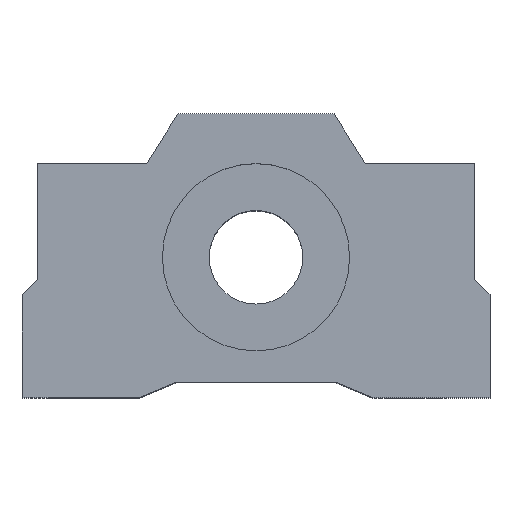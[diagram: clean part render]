
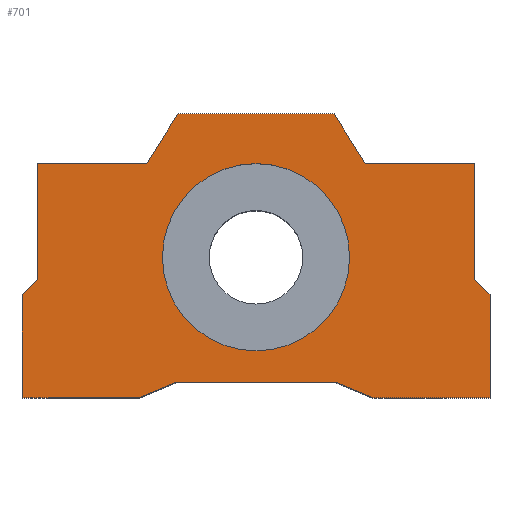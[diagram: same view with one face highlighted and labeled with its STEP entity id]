
A CAD part, top view. The second image highlights one B-rep face of the part: STEP entity #701.
In plain terms, the highlighted planar face has unit normal (0, 0, 1).
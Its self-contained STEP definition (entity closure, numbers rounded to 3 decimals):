
#7 = VECTOR ( 'NONE', #590, 1000. ) ;
#10 = EDGE_CURVE ( 'NONE', #1341, #1250, #743, .T. ) ;
#13 = EDGE_CURVE ( 'NONE', #1387, #1201, #756, .T. ) ;
#30 = VECTOR ( 'NONE', #1270, 1000. ) ;
#45 = CARTESIAN_POINT ( 'NONE',  ( 14., -1.4, 12.5 ) ) ;
#49 = LINE ( 'NONE', #516, #1263 ) ;
#57 = CARTESIAN_POINT ( 'NONE',  ( -14., 6., 12.5 ) ) ;
#58 = DIRECTION ( 'NONE',  ( 0., -1., 0. ) ) ;
#64 = DIRECTION ( 'NONE',  ( -1., 0., 0. ) ) ;
#113 = DIRECTION ( 'NONE',  ( 0., 0., 1. ) ) ;
#142 = ORIENTED_EDGE ( 'NONE', *, *, #518, .T. ) ;
#146 = ORIENTED_EDGE ( 'NONE', *, *, #1247, .T. ) ;
#149 = VECTOR ( 'NONE', #810, 1000. ) ;
#172 = LINE ( 'NONE', #57, #1212 ) ;
#173 = LINE ( 'NONE', #653, #381 ) ;
#176 = VECTOR ( 'NONE', #267, 1000. ) ;
#188 = DIRECTION ( 'NONE',  ( 0., -1., 0. ) ) ;
#210 = VERTEX_POINT ( 'NONE', #1304 ) ;
#211 = CARTESIAN_POINT ( 'NONE',  ( 0., 0., 12.5 ) ) ;
#225 = LINE ( 'NONE', #1192, #1537 ) ;
#231 = DIRECTION ( 'NONE',  ( 1., 0., 0. ) ) ;
#264 = CARTESIAN_POINT ( 'NONE',  ( 14., 6., 12.5 ) ) ;
#267 = DIRECTION ( 'NONE',  ( 0.923, -0.385, 0. ) ) ;
#284 = VERTEX_POINT ( 'NONE', #890 ) ;
#292 = VERTEX_POINT ( 'NONE', #420 ) ;
#316 = PLANE ( 'NONE',  #887 ) ;
#319 = ORIENTED_EDGE ( 'NONE', *, *, #1170, .T. ) ;
#327 = DIRECTION ( 'NONE',  ( 0., 0., 1. ) ) ;
#334 = ORIENTED_EDGE ( 'NONE', *, *, #449, .T. ) ;
#381 = VECTOR ( 'NONE', #58, 1000. ) ;
#383 = DIRECTION ( 'NONE',  ( 0., 1., 0. ) ) ;
#391 = DIRECTION ( 'NONE',  ( -0.53, 0.848, 0. ) ) ;
#398 = EDGE_CURVE ( 'NONE', #1281, #925, #1114, .T. ) ;
#401 = CIRCLE ( 'NONE', #1038, 6. ) ;
#406 = VECTOR ( 'NONE', #617, 1000. ) ;
#420 = CARTESIAN_POINT ( 'NONE',  ( -15., -9., 12.5 ) ) ;
#439 = DIRECTION ( 'NONE',  ( -0.707, 0.707, 0. ) ) ;
#443 = ORIENTED_EDGE ( 'NONE', *, *, #685, .T. ) ;
#446 = VERTEX_POINT ( 'NONE', #1050 ) ;
#449 = EDGE_CURVE ( 'NONE', #1250, #474, #225, .T. ) ;
#451 = FACE_OUTER_BOUND ( 'NONE', #1173, .T. ) ;
#474 = VERTEX_POINT ( 'NONE', #45 ) ;
#514 = VERTEX_POINT ( 'NONE', #776 ) ;
#516 = CARTESIAN_POINT ( 'NONE',  ( -5.1, -8., 12.5 ) ) ;
#518 = EDGE_CURVE ( 'NONE', #446, #906, #1012, .T. ) ;
#519 = ORIENTED_EDGE ( 'NONE', *, *, #10, .T. ) ;
#534 = EDGE_CURVE ( 'NONE', #981, #722, #793, .T. ) ;
#565 = EDGE_CURVE ( 'NONE', #925, #1281, #401, .T. ) ;
#569 = ORIENTED_EDGE ( 'NONE', *, *, #13, .T. ) ;
#584 = CARTESIAN_POINT ( 'NONE',  ( -5., 9.2, 12.5 ) ) ;
#589 = CARTESIAN_POINT ( 'NONE',  ( 5.1, -8., 12.5 ) ) ;
#590 = DIRECTION ( 'NONE',  ( -0.53, -0.848, 0. ) ) ;
#601 = EDGE_CURVE ( 'NONE', #514, #292, #173, .T. ) ;
#617 = DIRECTION ( 'NONE',  ( -1., 0., 0. ) ) ;
#618 = ORIENTED_EDGE ( 'NONE', *, *, #692, .T. ) ;
#642 = LINE ( 'NONE', #871, #1043 ) ;
#652 = CARTESIAN_POINT ( 'NONE',  ( -14., -1.4, 12.5 ) ) ;
#653 = CARTESIAN_POINT ( 'NONE',  ( -15., -9., 12.5 ) ) ;
#685 = EDGE_CURVE ( 'NONE', #284, #981, #709, .T. ) ;
#687 = ORIENTED_EDGE ( 'NONE', *, *, #1296, .T. ) ;
#692 = EDGE_CURVE ( 'NONE', #474, #210, #1074, .T. ) ;
#700 = DIRECTION ( 'NONE',  ( 0., 0., 1. ) ) ;
#701 = ADVANCED_FACE ( 'NONE', ( #1306, #451 ), #316, .T. ) ;
#709 = LINE ( 'NONE', #1189, #7 ) ;
#722 = VERTEX_POINT ( 'NONE', #1072 ) ;
#731 = CARTESIAN_POINT ( 'NONE',  ( 7.5, -9., 12.5 ) ) ;
#739 = ORIENTED_EDGE ( 'NONE', *, *, #398, .F. ) ;
#743 = LINE ( 'NONE', #879, #1453 ) ;
#756 = LINE ( 'NONE', #994, #176 ) ;
#776 = CARTESIAN_POINT ( 'NONE',  ( -15., -2.4, 12.5 ) ) ;
#793 = LINE ( 'NONE', #1394, #1261 ) ;
#799 = CARTESIAN_POINT ( 'NONE',  ( 0., 0., 12.5 ) ) ;
#803 = ORIENTED_EDGE ( 'NONE', *, *, #868, .T. ) ;
#810 = DIRECTION ( 'NONE',  ( 0.923, 0.385, 0. ) ) ;
#851 = LINE ( 'NONE', #982, #1434 ) ;
#852 = ORIENTED_EDGE ( 'NONE', *, *, #972, .T. ) ;
#868 = EDGE_CURVE ( 'NONE', #292, #446, #851, .T. ) ;
#871 = CARTESIAN_POINT ( 'NONE',  ( 7., 6., 12.5 ) ) ;
#876 = VERTEX_POINT ( 'NONE', #1209 ) ;
#879 = CARTESIAN_POINT ( 'NONE',  ( 15., -9., 12.5 ) ) ;
#887 = AXIS2_PLACEMENT_3D ( 'NONE', #799, #113, #1409 ) ;
#890 = CARTESIAN_POINT ( 'NONE',  ( -5., 9.2, 12.5 ) ) ;
#892 = ORIENTED_EDGE ( 'NONE', *, *, #534, .T. ) ;
#893 = EDGE_CURVE ( 'NONE', #906, #1387, #49, .T. ) ;
#898 = VERTEX_POINT ( 'NONE', #1486 ) ;
#906 = VERTEX_POINT ( 'NONE', #1375 ) ;
#925 = VERTEX_POINT ( 'NONE', #1256 ) ;
#972 = EDGE_CURVE ( 'NONE', #898, #284, #1184, .T. ) ;
#981 = VERTEX_POINT ( 'NONE', #1380 ) ;
#982 = CARTESIAN_POINT ( 'NONE',  ( -15., -9., 12.5 ) ) ;
#989 = VECTOR ( 'NONE', #1187, 1000. ) ;
#994 = CARTESIAN_POINT ( 'NONE',  ( 7.5, -9., 12.5 ) ) ;
#1012 = LINE ( 'NONE', #1148, #149 ) ;
#1018 = DIRECTION ( 'NONE',  ( 1., 0., 0. ) ) ;
#1021 = CARTESIAN_POINT ( 'NONE',  ( 15., -2.4, 12.5 ) ) ;
#1037 = VECTOR ( 'NONE', #231, 1000. ) ;
#1038 = AXIS2_PLACEMENT_3D ( 'NONE', #1048, #327, #1505 ) ;
#1043 = VECTOR ( 'NONE', #391, 1000. ) ;
#1048 = CARTESIAN_POINT ( 'NONE',  ( 0., 0., 12.5 ) ) ;
#1050 = CARTESIAN_POINT ( 'NONE',  ( -7.5, -9., 12.5 ) ) ;
#1072 = CARTESIAN_POINT ( 'NONE',  ( -14., 6., 12.5 ) ) ;
#1074 = LINE ( 'NONE', #1544, #989 ) ;
#1075 = EDGE_LOOP ( 'NONE', ( #739, #1414 ) ) ;
#1089 = DIRECTION ( 'NONE',  ( -1., 0., 0. ) ) ;
#1103 = CARTESIAN_POINT ( 'NONE',  ( 7., 6., 12.5 ) ) ;
#1110 = LINE ( 'NONE', #264, #406 ) ;
#1114 = CIRCLE ( 'NONE', #1166, 6. ) ;
#1125 = CARTESIAN_POINT ( 'NONE',  ( 6., 0., 12.5 ) ) ;
#1137 = EDGE_CURVE ( 'NONE', #210, #1146, #1110, .T. ) ;
#1146 = VERTEX_POINT ( 'NONE', #1103 ) ;
#1148 = CARTESIAN_POINT ( 'NONE',  ( -7.5, -9., 12.5 ) ) ;
#1152 = ORIENTED_EDGE ( 'NONE', *, *, #1405, .T. ) ;
#1166 = AXIS2_PLACEMENT_3D ( 'NONE', #211, #700, #1303 ) ;
#1170 = EDGE_CURVE ( 'NONE', #1146, #898, #642, .T. ) ;
#1173 = EDGE_LOOP ( 'NONE', ( #892, #687, #146, #1449, #803, #142, #1497, #569, #1152, #519, #334, #618, #1378, #319, #852, #443 ) ) ;
#1175 = LINE ( 'NONE', #1525, #1037 ) ;
#1184 = LINE ( 'NONE', #584, #1456 ) ;
#1187 = DIRECTION ( 'NONE',  ( 0., 1., 0. ) ) ;
#1189 = CARTESIAN_POINT ( 'NONE',  ( -5., 9.2, 12.5 ) ) ;
#1192 = CARTESIAN_POINT ( 'NONE',  ( 15., -2.4, 12.5 ) ) ;
#1201 = VERTEX_POINT ( 'NONE', #731 ) ;
#1209 = CARTESIAN_POINT ( 'NONE',  ( -14., -1.4, 12.5 ) ) ;
#1212 = VECTOR ( 'NONE', #188, 1000. ) ;
#1247 = EDGE_CURVE ( 'NONE', #876, #514, #1393, .T. ) ;
#1250 = VERTEX_POINT ( 'NONE', #1021 ) ;
#1256 = CARTESIAN_POINT ( 'NONE',  ( -6., 0., 12.5 ) ) ;
#1261 = VECTOR ( 'NONE', #64, 1000. ) ;
#1263 = VECTOR ( 'NONE', #1018, 1000. ) ;
#1270 = DIRECTION ( 'NONE',  ( -0.707, -0.707, 0. ) ) ;
#1281 = VERTEX_POINT ( 'NONE', #1125 ) ;
#1296 = EDGE_CURVE ( 'NONE', #722, #876, #172, .T. ) ;
#1303 = DIRECTION ( 'NONE',  ( 1., 0., 0. ) ) ;
#1304 = CARTESIAN_POINT ( 'NONE',  ( 14., 6., 12.5 ) ) ;
#1306 = FACE_BOUND ( 'NONE', #1075, .T. ) ;
#1329 = DIRECTION ( 'NONE',  ( 1., 0., 0. ) ) ;
#1341 = VERTEX_POINT ( 'NONE', #1495 ) ;
#1375 = CARTESIAN_POINT ( 'NONE',  ( -5.1, -8., 12.5 ) ) ;
#1378 = ORIENTED_EDGE ( 'NONE', *, *, #1137, .T. ) ;
#1380 = CARTESIAN_POINT ( 'NONE',  ( -7., 6., 12.5 ) ) ;
#1387 = VERTEX_POINT ( 'NONE', #589 ) ;
#1393 = LINE ( 'NONE', #652, #30 ) ;
#1394 = CARTESIAN_POINT ( 'NONE',  ( -7., 6., 12.5 ) ) ;
#1405 = EDGE_CURVE ( 'NONE', #1201, #1341, #1175, .T. ) ;
#1409 = DIRECTION ( 'NONE',  ( 1., 0., 0. ) ) ;
#1414 = ORIENTED_EDGE ( 'NONE', *, *, #565, .F. ) ;
#1434 = VECTOR ( 'NONE', #1329, 1000. ) ;
#1449 = ORIENTED_EDGE ( 'NONE', *, *, #601, .T. ) ;
#1453 = VECTOR ( 'NONE', #383, 1000. ) ;
#1456 = VECTOR ( 'NONE', #1089, 1000. ) ;
#1486 = CARTESIAN_POINT ( 'NONE',  ( 5., 9.2, 12.5 ) ) ;
#1495 = CARTESIAN_POINT ( 'NONE',  ( 15., -9., 12.5 ) ) ;
#1497 = ORIENTED_EDGE ( 'NONE', *, *, #893, .T. ) ;
#1505 = DIRECTION ( 'NONE',  ( 1., 0., 0. ) ) ;
#1525 = CARTESIAN_POINT ( 'NONE',  ( 7.5, -9., 12.5 ) ) ;
#1537 = VECTOR ( 'NONE', #439, 1000. ) ;
#1544 = CARTESIAN_POINT ( 'NONE',  ( 14., -1.4, 12.5 ) ) ;
